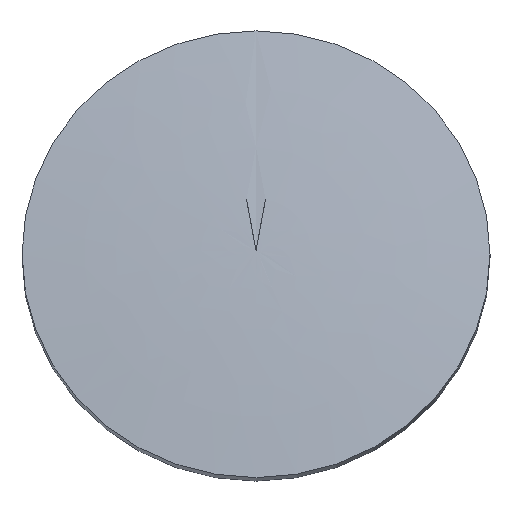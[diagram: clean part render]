
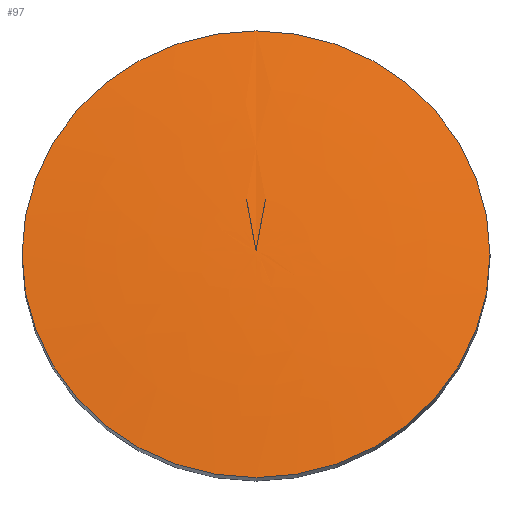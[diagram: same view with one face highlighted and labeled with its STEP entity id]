
A CAD part, top view. The second image highlights one B-rep face of the part: STEP entity #97.
In plain terms, the highlighted face is a revolution surface.
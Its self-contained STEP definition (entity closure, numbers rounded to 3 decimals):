
#97=ADVANCED_FACE('',(#105,#106),#107,.T.);
#105=FACE_BOUND('',#114,.T.);
#106=FACE_BOUND('',#115,.T.);
#107=SURFACE_OF_REVOLUTION('',#116,#117);
#114=VERTEX_LOOP('',#127);
#115=EDGE_LOOP('',(#128));
#116=B_SPLINE_CURVE_WITH_KNOTS('',3,(#129,#130,#131,#132,#133,#134,#135,#136,#137,#138,#139,#140,#141,#142,#143,#144,#145,#146,#147,#148,#149,#150,#151,#152,#153,#154,#155,#156,#157,#158,#159,#160,#161,#162,#163,#164,#165,#166,#167,#168,#169,#170,#171,#172,#173,#174,#175,#176,#177,#178,#179,#180,#181,#182,#183,#184,#185,#186,#187,#188,#189,#190,#191,#192,#193,#194),.UNSPECIFIED.,.F.,.F.,(4,2,2,2,2,2,2,2,2,2,2,2,2,2,2,2,2,2,2,2,2,2,2,2,2,2,2,2,2,2,2,2,4),(0.0,0.031,0.063,0.094,0.125,0.156,0.188,0.219,0.25,0.281,0.313,0.344,0.375,0.406,0.438,0.469,0.5,0.531,0.563,0.594,0.625,0.656,0.688,0.719,0.75,0.781,0.813,0.844,0.875,0.906,0.938,0.969,1.0),.UNSPECIFIED.);
#117=AXIS1_PLACEMENT('',#195,#196);
#127=VERTEX_POINT('',#199);
#128=ORIENTED_EDGE('',*,*,#198,.T.);
#129=CARTESIAN_POINT('',(0.0,0.0,10.13));
#130=CARTESIAN_POINT('',(0.0,1.042,10.13));
#131=CARTESIAN_POINT('',(0.0,2.083,10.128));
#132=CARTESIAN_POINT('',(0.0,4.167,10.121));
#133=CARTESIAN_POINT('',(0.0,5.208,10.115));
#134=CARTESIAN_POINT('',(0.0,7.292,10.1));
#135=CARTESIAN_POINT('',(0.0,8.333,10.091));
#136=CARTESIAN_POINT('',(0.0,10.417,10.068));
#137=CARTESIAN_POINT('',(0.0,11.458,10.055));
#138=CARTESIAN_POINT('',(0.0,13.542,10.026));
#139=CARTESIAN_POINT('',(0.0,14.583,10.009));
#140=CARTESIAN_POINT('',(0.0,16.667,9.972));
#141=CARTESIAN_POINT('',(0.0,17.708,9.951));
#142=CARTESIAN_POINT('',(0.0,19.792,9.907));
#143=CARTESIAN_POINT('',(0.0,20.833,9.883));
#144=CARTESIAN_POINT('',(0.0,22.917,9.831));
#145=CARTESIAN_POINT('',(0.0,23.958,9.803));
#146=CARTESIAN_POINT('',(0.0,26.042,9.744));
#147=CARTESIAN_POINT('',(0.0,27.083,9.713));
#148=CARTESIAN_POINT('',(0.0,29.167,9.647));
#149=CARTESIAN_POINT('',(0.0,30.208,9.612));
#150=CARTESIAN_POINT('',(0.0,32.292,9.539));
#151=CARTESIAN_POINT('',(0.0,33.333,9.5));
#152=CARTESIAN_POINT('',(0.0,35.417,9.42));
#153=CARTESIAN_POINT('',(0.0,36.458,9.379));
#154=CARTESIAN_POINT('',(0.0,38.542,9.292));
#155=CARTESIAN_POINT('',(0.0,39.583,9.246));
#156=CARTESIAN_POINT('',(0.0,41.667,9.153));
#157=CARTESIAN_POINT('',(0.0,42.708,9.104));
#158=CARTESIAN_POINT('',(0.0,44.792,9.004));
#159=CARTESIAN_POINT('',(0.0,45.833,8.952));
#160=CARTESIAN_POINT('',(0.0,47.917,8.845));
#161=CARTESIAN_POINT('',(0.0,48.958,8.79));
#162=CARTESIAN_POINT('',(0.0,51.042,8.676));
#163=CARTESIAN_POINT('',(0.0,52.083,8.618));
#164=CARTESIAN_POINT('',(0.0,54.167,8.499));
#165=CARTESIAN_POINT('',(0.0,55.208,8.437));
#166=CARTESIAN_POINT('',(0.0,57.292,8.311));
#167=CARTESIAN_POINT('',(0.0,58.333,8.247));
#168=CARTESIAN_POINT('',(0.0,60.417,8.115));
#169=CARTESIAN_POINT('',(0.0,61.458,8.048));
#170=CARTESIAN_POINT('',(0.0,63.542,7.911));
#171=CARTESIAN_POINT('',(0.0,64.583,7.841));
#172=CARTESIAN_POINT('',(0.0,66.667,7.698));
#173=CARTESIAN_POINT('',(0.0,67.708,7.625));
#174=CARTESIAN_POINT('',(0.0,69.792,7.476));
#175=CARTESIAN_POINT('',(0.0,70.833,7.401));
#176=CARTESIAN_POINT('',(0.0,72.917,7.247));
#177=CARTESIAN_POINT('',(0.0,73.958,7.169));
#178=CARTESIAN_POINT('',(0.0,76.042,7.011));
#179=CARTESIAN_POINT('',(0.0,77.083,6.93));
#180=CARTESIAN_POINT('',(0.0,79.167,6.767));
#181=CARTESIAN_POINT('',(0.0,80.208,6.685));
#182=CARTESIAN_POINT('',(0.0,82.292,6.517));
#183=CARTESIAN_POINT('',(0.0,83.333,6.432));
#184=CARTESIAN_POINT('',(0.0,85.417,6.261));
#185=CARTESIAN_POINT('',(0.0,86.458,6.174));
#186=CARTESIAN_POINT('',(0.0,88.542,5.999));
#187=CARTESIAN_POINT('',(0.0,89.583,5.91));
#188=CARTESIAN_POINT('',(0.0,91.667,5.732));
#189=CARTESIAN_POINT('',(0.0,92.708,5.642));
#190=CARTESIAN_POINT('',(0.0,94.792,5.46));
#191=CARTESIAN_POINT('',(0.0,95.833,5.369));
#192=CARTESIAN_POINT('',(0.0,97.917,5.185));
#193=CARTESIAN_POINT('',(0.0,98.958,5.093));
#194=CARTESIAN_POINT('',(0.0,100.0,5.0));
#195=CARTESIAN_POINT('',(0.0,0.0,10.13));
#196=DIRECTION('',(-0.0,-0.0,-1.0));
#198=EDGE_CURVE('',#202,#202,#203,.T.);
#199=CARTESIAN_POINT('',(0.0,0.0,10.13));
#202=VERTEX_POINT('',#206);
#203=CIRCLE('',#207,100.0);
#206=CARTESIAN_POINT('',(0.0,100.0,5.0));
#207=AXIS2_PLACEMENT_3D('',#211,#212,#213);
#211=CARTESIAN_POINT('',(0.0,0.0,5.0));
#212=DIRECTION('',(0.0,-0.0,1.0));
#213=DIRECTION('',(0.0,1.0,0.0));
